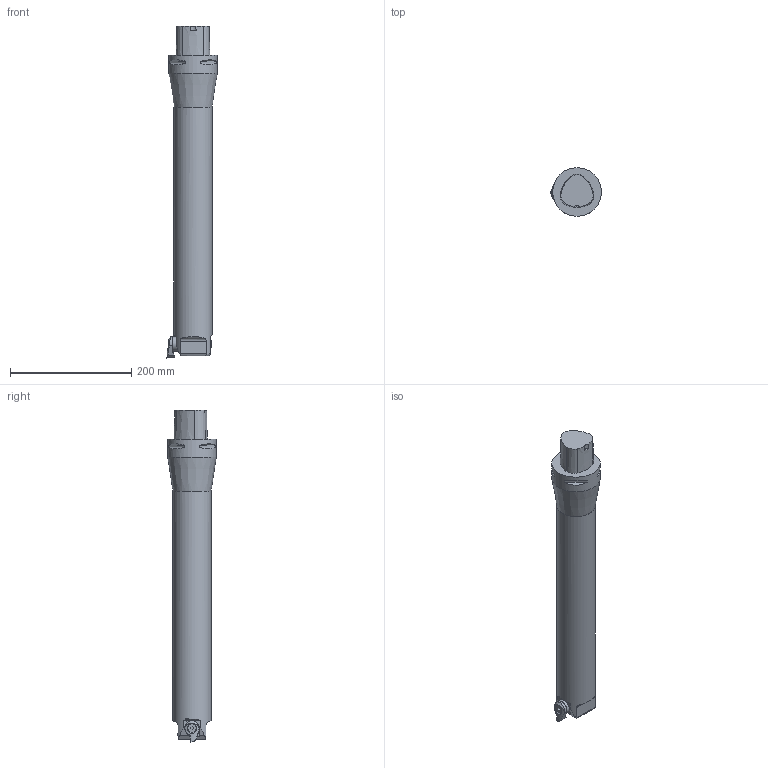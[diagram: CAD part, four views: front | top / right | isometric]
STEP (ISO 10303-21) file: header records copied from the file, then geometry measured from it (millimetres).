
FILE_DESCRIPTION(/* description */ (''),/* implementation_level */ '2;1');
FILE_NAME(/* name */ '1549456971781.stp',/* time_stamp */ '2019-02-06T13:43:09+01:00',/* author */ (''),/* organization */ ('SMS'),/* preprocessor_version */ 'ST-DEVELOPER v15',/* originating_system */ 'SIEMENS PLM Software NX 8.5',/* authorisation */ '');
FILE_SCHEMA (('AUTOMOTIVE_DESIGN { 1 0 10303 214 3 1 1 1 }'));
Length unit declared in the file: millimetre
Products named in the file (7): ASSEMBLY_CONSTRUCTION; IsoTurningInsert; 201964712mod000_00; 202043079mod000_00; 111169134mod000_01; 202061492mod000_00
Assembly tree (6 placements, depth 3):
  202061492mod000_00
    ASSEMBLY_CONSTRUCTION
    202043079mod000_00
    111169134mod000_01
      201964712mod000_00
      IsoTurningInsert
      ASSEMBLY_CONSTRUCTION
Bounding box: 83.45 x 80 x 548 mm (x, y, z)
Volume: 1745802 mm3; surface area: 119850.3 mm2
Topology: 3 solids, 3 shells, 362 faces, 1008 edges, 676 vertices
Faces by surface type: plane 295, cylinder 31, cone 26, torus 9, sphere 1
Full cylindrical faces by diameter (mm): 2.459 x1, 2.8 x2, 4.67 x1, 4.7 x1, 8 x1, 8.018 x1, 13.9 x1, 24 x1, 63 x1, 80 x1
Entity records: 11935 total; most frequent: CARTESIAN_POINT 2825, ORIENTED_EDGE 1922, DIRECTION 1690, EDGE_CURVE 961, VERTEX_POINT 646, LINE 588, VECTOR 588, AXIS2_PLACEMENT_3D 551
